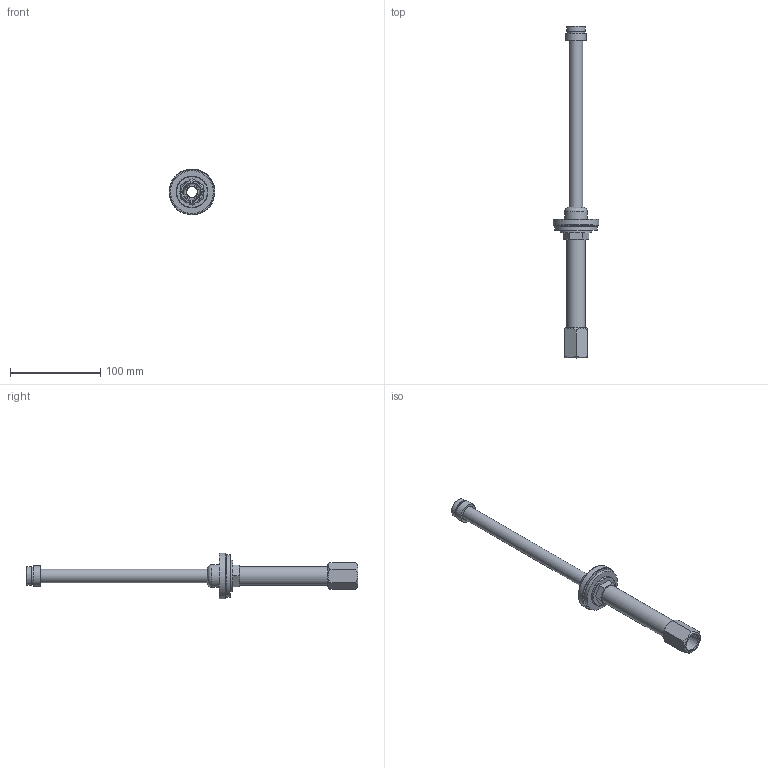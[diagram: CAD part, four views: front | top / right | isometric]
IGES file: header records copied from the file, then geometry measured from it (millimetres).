
Global section: file name: V169-A; native system: Autodesk Inventor 2018; preprocessor: unknown; author: gwilkes; date: 20190708.093159; units: millimetre
Bounding box: 50.6 x 367.03 x 50.57 mm (x, y, z)
Volume: 80917.7 mm3; surface area: 54517.6 mm2
Topology: 9 solids, 9 shells, 78 faces, 200 edges, 146 vertices
Faces by surface type: bspline 78
